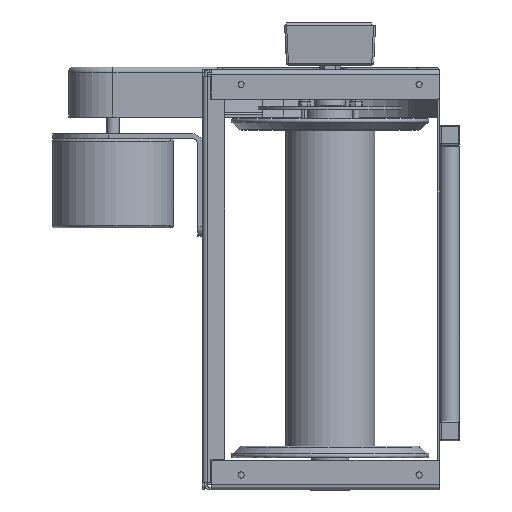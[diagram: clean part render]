
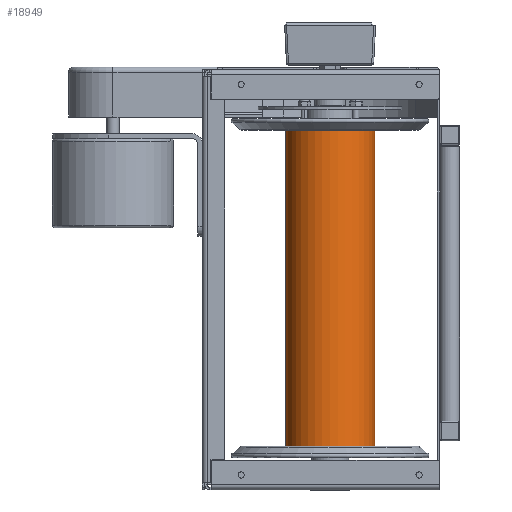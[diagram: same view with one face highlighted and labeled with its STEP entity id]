
A CAD part, front view. The second image highlights one B-rep face of the part: STEP entity #18949.
In plain terms, the highlighted cylindrical face has radius 57.15 mm (diameter 114.3 mm), a partial arc.
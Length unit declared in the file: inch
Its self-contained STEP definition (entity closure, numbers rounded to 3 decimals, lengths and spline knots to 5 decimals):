
#18837=CARTESIAN_POINT('',(0.,0.,-8.));
#18838=DIRECTION('',(0.,0.,1.));
#18839=DIRECTION('',(-1.,0.,0.));
#18840=AXIS2_PLACEMENT_3D('',#18837,#18838,#18839);
#18852=DIRECTION('',(0.,0.,1.));
#18853=VECTOR('',#18852,16.);
#18854=CARTESIAN_POINT('',(2.25,0.,-8.));
#18855=LINE('',#18854,#18853);
#18856=DIRECTION('',(0.,0.,1.));
#18857=VECTOR('',#18856,16.);
#18858=CARTESIAN_POINT('',(-2.25,0.,-8.));
#18859=LINE('',#18858,#18857);
#18865=CARTESIAN_POINT('',(0.,0.,8.));
#18866=DIRECTION('',(0.,0.,1.));
#18867=DIRECTION('',(-1.,0.,0.));
#18868=AXIS2_PLACEMENT_3D('',#18865,#18866,#18867);
#18888=CARTESIAN_POINT('',(2.25,0.,-8.));
#18889=CARTESIAN_POINT('',(-2.25,0.,-8.));
#18890=VERTEX_POINT('',#18888);
#18891=VERTEX_POINT('',#18889);
#18896=CARTESIAN_POINT('',(2.25,0.,8.));
#18897=CARTESIAN_POINT('',(-2.25,0.,8.));
#18898=VERTEX_POINT('',#18896);
#18899=VERTEX_POINT('',#18897);
#18937=CARTESIAN_POINT('',(0.,0.,-8.));
#18938=DIRECTION('',(0.,0.,1.));
#18939=DIRECTION('',(1.,0.,0.));
#18940=AXIS2_PLACEMENT_3D('',#18937,#18938,#18939);
#18941=CYLINDRICAL_SURFACE('',#18940,2.25);
#18942=ORIENTED_EDGE('',*,*,#18911,.F.);
#18943=ORIENTED_EDGE('',*,*,#18932,.T.);
#18945=ORIENTED_EDGE('',*,*,#18944,.T.);
#18946=ORIENTED_EDGE('',*,*,#18928,.F.);
#18947=EDGE_LOOP('',(#18942,#18943,#18945,#18946));
#18948=FACE_OUTER_BOUND('',#18947,.F.);
#18949=ADVANCED_FACE('',(#18948),#18941,.T.);
#18841=CIRCLE('',#18840,2.25);
#18869=CIRCLE('',#18868,2.25);
#18911=EDGE_CURVE('',#18891,#18890,#18841,.T.);
#18928=EDGE_CURVE('',#18890,#18898,#18855,.T.);
#18932=EDGE_CURVE('',#18891,#18899,#18859,.T.);
#18944=EDGE_CURVE('',#18899,#18898,#18869,.T.);
